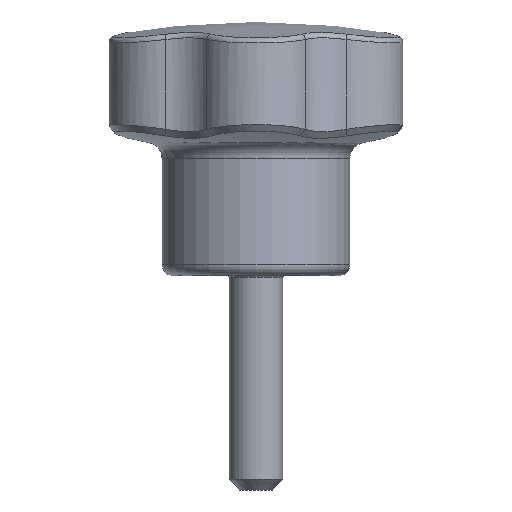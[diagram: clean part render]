
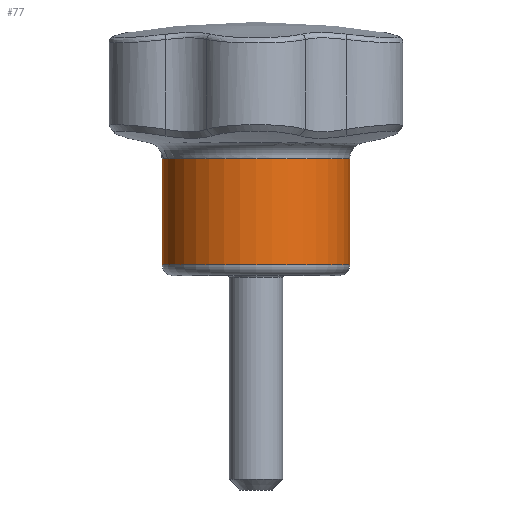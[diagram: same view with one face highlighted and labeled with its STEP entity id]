
A CAD part, front view. The second image highlights one B-rep face of the part: STEP entity #77.
In plain terms, the highlighted cylindrical face has radius 8.75 mm (diameter 17.5 mm), a full revolution.
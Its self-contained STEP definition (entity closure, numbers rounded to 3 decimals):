
#77 = ADVANCED_FACE( '', ( #194, #195 ), #196, .T. );
#194 = FACE_OUTER_BOUND( '', #360, .T. );
#195 = FACE_OUTER_BOUND( '', #361, .T. );
#196 = CYLINDRICAL_SURFACE( '', #362, 8.75 );
#360 = EDGE_LOOP( '', ( #3192 ) );
#361 = EDGE_LOOP( '', ( #3193 ) );
#362 = AXIS2_PLACEMENT_3D( '', #3194, #3195, #3196 );
#3192 = ORIENTED_EDGE( '', *, *, #3497, .T. );
#3193 = ORIENTED_EDGE( '', *, *, #3498, .T. );
#3194 = CARTESIAN_POINT( '', ( 0., 0., 23.65 ) );
#3195 = DIRECTION( '', ( 0., 0., -1. ) );
#3196 = DIRECTION( '', ( 1., 0., 0. ) );
#3497 = EDGE_CURVE( '', #3649, #3649, #3650, .T. );
#3498 = EDGE_CURVE( '', #3651, #3651, #3652, .F. );
#3649 = VERTEX_POINT( '', #4068 );
#3650 = CIRCLE( '', #4069, 8.75 );
#3651 = VERTEX_POINT( '', #4070 );
#3652 = CIRCLE( '', #4071, 8.75 );
#4068 = CARTESIAN_POINT( '', ( 8.75, 0., 1. ) );
#4069 = AXIS2_PLACEMENT_3D( '', #5841, #5842, #5843 );
#4070 = CARTESIAN_POINT( '', ( 8.75, 0., 10.917 ) );
#4071 = AXIS2_PLACEMENT_3D( '', #5844, #5845, #5846 );
#5841 = CARTESIAN_POINT( '', ( 0., 0., 1. ) );
#5842 = DIRECTION( '', ( 0., 0., 1. ) );
#5843 = DIRECTION( '', ( 1., 0., 0. ) );
#5844 = CARTESIAN_POINT( '', ( 0., 0., 10.917 ) );
#5845 = DIRECTION( '', ( 0., 0., 1. ) );
#5846 = DIRECTION( '', ( 1., 0., 0. ) );
